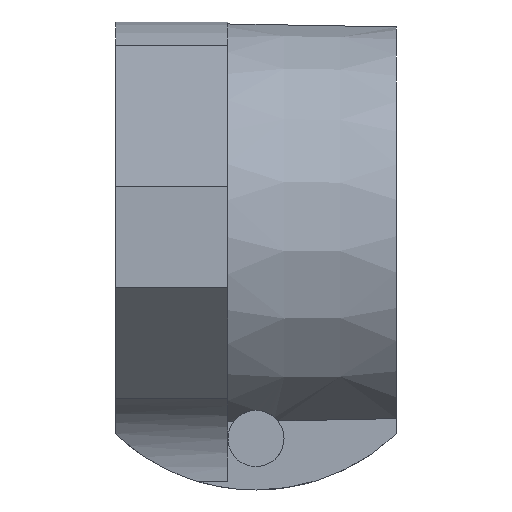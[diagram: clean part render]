
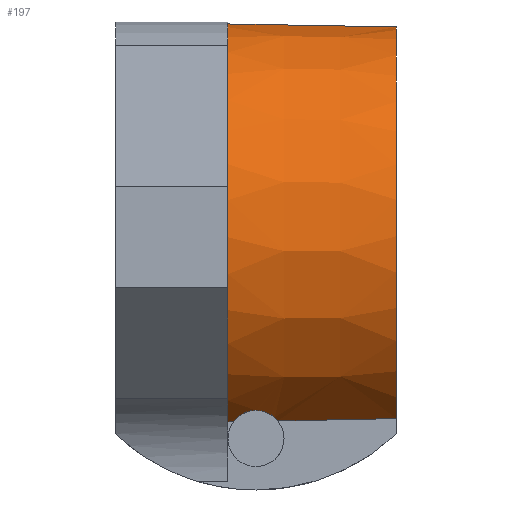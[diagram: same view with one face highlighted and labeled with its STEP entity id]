
A CAD part, left-side view. The second image highlights one B-rep face of the part: STEP entity #197.
In plain terms, the highlighted conical face has half-angle 1 degrees and reference radius 23 mm.
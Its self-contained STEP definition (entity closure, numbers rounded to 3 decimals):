
#135 = ORIENTED_EDGE ( 'NONE', *, *, #276, .T. ) ;
#168 = ORIENTED_EDGE ( 'NONE', *, *, #169, .T. ) ;
#169 = EDGE_CURVE ( 'NONE', #278, #279, #897, .T. ) ;
#172 = ORIENTED_EDGE ( 'NONE', *, *, #173, .T. ) ;
#173 = EDGE_CURVE ( 'NONE', #279, #174, #916, .T. ) ;
#174 = VERTEX_POINT ( 'NONE', #911 ) ;
#176 = ORIENTED_EDGE ( 'NONE', *, *, #177, .F. ) ;
#177 = EDGE_CURVE ( 'NONE', #178, #174, #864, .T. ) ;
#178 = VERTEX_POINT ( 'NONE', #863 ) ;
#189 = VERTEX_POINT ( 'NONE', #948 ) ;
#190 = EDGE_CURVE ( 'NONE', #189, #274, #858, .T. ) ;
#197 = ADVANCED_FACE ( 'NONE', ( #1089 ), #1036, .T. ) ;
#198 = ORIENTED_EDGE ( 'NONE', *, *, #199, .F. ) ;
#199 = EDGE_CURVE ( 'NONE', #274, #178, #1063, .T. ) ;
#200 = ORIENTED_EDGE ( 'NONE', *, *, #190, .F. ) ;
#207 = ORIENTED_EDGE ( 'NONE', *, *, #208, .F. ) ;
#208 = EDGE_CURVE ( 'NONE', #277, #189, #1059, .T. ) ;
#242 = EDGE_LOOP ( 'NONE', ( #135, #168, #172, #176, #198, #200, #207 ) ) ;
#274 = VERTEX_POINT ( 'NONE', #1159 ) ;
#276 = EDGE_CURVE ( 'NONE', #277, #278, #1191, .T. ) ;
#277 = VERTEX_POINT ( 'NONE', #1192 ) ;
#278 = VERTEX_POINT ( 'NONE', #1186 ) ;
#279 = VERTEX_POINT ( 'NONE', #1185 ) ;
#851 = CARTESIAN_POINT ( 'NONE',  ( -11.842, -17.12, -19.369 ) ) ;
#852 = CARTESIAN_POINT ( 'NONE',  ( -11.626, -17.24, -19.498 ) ) ;
#853 = CARTESIAN_POINT ( 'NONE',  ( -11.4, -17.343, -19.627 ) ) ;
#858 = B_SPLINE_CURVE_WITH_KNOTS ( 'NONE', 3,
 ( #853, #852, #851, #988, #987, #986, #985, #984, #983, #982, #981, #980 ),
 .UNSPECIFIED., .F., .F.,
 ( 4, 2, 2, 2, 2, 4 ),
 ( 0., 0.001, 0.002, 0.003, 0.003, 0.004 ),
 .UNSPECIFIED. ) ;
#863 = CARTESIAN_POINT ( 'NONE',  ( -11.4, -12.583, -19.723 ) ) ;
#864 = B_SPLINE_CURVE_WITH_KNOTS ( 'NONE', 3,
 ( #1001, #1000, #999, #998 ),
 .UNSPECIFIED., .F., .F.,
 ( 4, 4 ),
 ( 0.057, 0.058 ),
 .UNSPECIFIED. ) ;
#894 = DIRECTION ( 'NONE',  ( 0., 1., 0.017 ) ) ;
#895 = VECTOR ( 'NONE', #894, 1000. ) ;
#896 = CARTESIAN_POINT ( 'NONE',  ( 0., 0., 23. ) ) ;
#897 = LINE ( 'NONE', #896, #895 ) ;
#911 = CARTESIAN_POINT ( 'NONE',  ( -11.4, -12., -19.734 ) ) ;
#912 = DIRECTION ( 'NONE',  ( 0., 0., 1. ) ) ;
#913 = DIRECTION ( 'NONE',  ( 0., -1., 0. ) ) ;
#914 = CARTESIAN_POINT ( 'NONE',  ( 0., -12., 0. ) ) ;
#915 = AXIS2_PLACEMENT_3D ( 'NONE', #914, #913, #912 ) ;
#916 = CIRCLE ( 'NONE', #915, 22.791 ) ;
#948 = CARTESIAN_POINT ( 'NONE',  ( -11.4, -17.343, -19.627 ) ) ;
#980 = CARTESIAN_POINT ( 'NONE',  ( -13.22, -15., -18.5 ) ) ;
#981 = CARTESIAN_POINT ( 'NONE',  ( -13.216, -15.14, -18.5 ) ) ;
#982 = CARTESIAN_POINT ( 'NONE',  ( -13.198, -15.28, -18.51 ) ) ;
#983 = CARTESIAN_POINT ( 'NONE',  ( -13.136, -15.554, -18.548 ) ) ;
#984 = CARTESIAN_POINT ( 'NONE',  ( -13.093, -15.683, -18.576 ) ) ;
#985 = CARTESIAN_POINT ( 'NONE',  ( -12.933, -16.055, -18.68 ) ) ;
#986 = CARTESIAN_POINT ( 'NONE',  ( -12.785, -16.28, -18.778 ) ) ;
#987 = CARTESIAN_POINT ( 'NONE',  ( -12.445, -16.668, -18.996 ) ) ;
#988 = CARTESIAN_POINT ( 'NONE',  ( -12.251, -16.835, -19.119 ) ) ;
#998 = CARTESIAN_POINT ( 'NONE',  ( -11.4, -12., -19.734 ) ) ;
#999 = CARTESIAN_POINT ( 'NONE',  ( -11.4, -12.194, -19.731 ) ) ;
#1000 = CARTESIAN_POINT ( 'NONE',  ( -11.4, -12.389, -19.727 ) ) ;
#1001 = CARTESIAN_POINT ( 'NONE',  ( -11.4, -12.583, -19.723 ) ) ;
#1032 = CARTESIAN_POINT ( 'NONE',  ( -11.4, -30., -19.371 ) ) ;
#1033 = CARTESIAN_POINT ( 'NONE',  ( -13.214, -14.708, -18.511 ) ) ;
#1034 = CARTESIAN_POINT ( 'NONE',  ( -13.225, -14.855, -18.5 ) ) ;
#1035 = AXIS2_PLACEMENT_3D ( 'NONE', #1037, #1077, #1088 ) ;
#1036 = CONICAL_SURFACE ( 'NONE', #1035, 23., 0.017 ) ;
#1037 = CARTESIAN_POINT ( 'NONE',  ( 0., 0., 0. ) ) ;
#1042 = CARTESIAN_POINT ( 'NONE',  ( -11.4, -17.343, -19.627 ) ) ;
#1045 = CARTESIAN_POINT ( 'NONE',  ( -12.821, -13.671, -18.807 ) ) ;
#1053 = CARTESIAN_POINT ( 'NONE',  ( -11.861, -12.804, -19.446 ) ) ;
#1054 = CARTESIAN_POINT ( 'NONE',  ( -12.286, -13.095, -19.174 ) ) ;
#1059 = B_SPLINE_CURVE_WITH_KNOTS ( 'NONE', 3,
 ( #1032, #1094, #1093, #1092, #1091, #1090, #1042 ),
 .UNSPECIFIED., .F., .F.,
 ( 4, 3, 4 ),
 ( 0.04, 0.044, 0.052 ),
 .UNSPECIFIED. ) ;
#1062 = CARTESIAN_POINT ( 'NONE',  ( -11.4, -12.583, -19.723 ) ) ;
#1063 = B_SPLINE_CURVE_WITH_KNOTS ( 'NONE', 3,
 ( #1071, #1034, #1033, #1100, #1099, #1082, #1081, #1045, #1076, #1075, #1054, #1053, #1098, #1062 ),
 .UNSPECIFIED., .F., .F.,
 ( 4, 2, 2, 2, 2, 2, 4 ),
 ( 0.004, 0.004, 0.004, 0.005, 0.005, 0.006, 0.007 ),
 .UNSPECIFIED. ) ;
#1071 = CARTESIAN_POINT ( 'NONE',  ( -13.22, -15., -18.5 ) ) ;
#1075 = CARTESIAN_POINT ( 'NONE',  ( -12.481, -13.262, -19.044 ) ) ;
#1076 = CARTESIAN_POINT ( 'NONE',  ( -12.74, -13.562, -18.865 ) ) ;
#1077 = DIRECTION ( 'NONE',  ( 0., 1., 0. ) ) ;
#1081 = CARTESIAN_POINT ( 'NONE',  ( -12.962, -13.902, -18.705 ) ) ;
#1082 = CARTESIAN_POINT ( 'NONE',  ( -13.024, -14.025, -18.66 ) ) ;
#1088 = DIRECTION ( 'NONE',  ( 0., 0., 1. ) ) ;
#1089 = FACE_OUTER_BOUND ( 'NONE', #242, .T. ) ;
#1090 = CARTESIAN_POINT ( 'NONE',  ( -11.4, -20.059, -19.572 ) ) ;
#1091 = CARTESIAN_POINT ( 'NONE',  ( -11.4, -22.775, -19.517 ) ) ;
#1092 = CARTESIAN_POINT ( 'NONE',  ( -11.4, -25.49, -19.462 ) ) ;
#1093 = CARTESIAN_POINT ( 'NONE',  ( -11.4, -26.994, -19.432 ) ) ;
#1094 = CARTESIAN_POINT ( 'NONE',  ( -11.4, -28.497, -19.401 ) ) ;
#1098 = CARTESIAN_POINT ( 'NONE',  ( -11.635, -12.685, -19.585 ) ) ;
#1099 = CARTESIAN_POINT ( 'NONE',  ( -13.125, -14.287, -18.583 ) ) ;
#1100 = CARTESIAN_POINT ( 'NONE',  ( -13.164, -14.425, -18.552 ) ) ;
#1159 = CARTESIAN_POINT ( 'NONE',  ( -13.22, -15., -18.5 ) ) ;
#1185 = CARTESIAN_POINT ( 'NONE',  ( 0., -12., 22.791 ) ) ;
#1186 = CARTESIAN_POINT ( 'NONE',  ( 0., -30., 22.476 ) ) ;
#1187 = DIRECTION ( 'NONE',  ( 0., 0., 1. ) ) ;
#1188 = DIRECTION ( 'NONE',  ( 0., 1., 0. ) ) ;
#1189 = CARTESIAN_POINT ( 'NONE',  ( 0., -30., 0. ) ) ;
#1190 = AXIS2_PLACEMENT_3D ( 'NONE', #1189, #1188, #1187 ) ;
#1191 = CIRCLE ( 'NONE', #1190, 22.476 ) ;
#1192 = CARTESIAN_POINT ( 'NONE',  ( -11.4, -30., -19.371 ) ) ;
